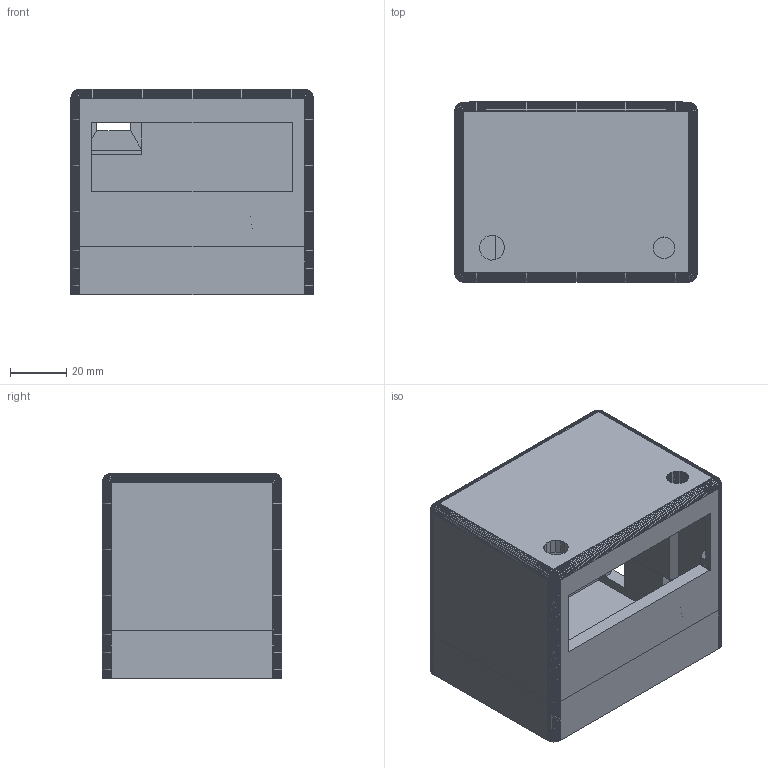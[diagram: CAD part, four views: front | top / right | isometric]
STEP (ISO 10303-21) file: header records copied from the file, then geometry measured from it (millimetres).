
FILE_DESCRIPTION(('STEP AP203'), '1');
FILE_NAME('栖闉罻_瀔鳺擨鴀_1', '', ('UNSPECIFIED'), ('UNSPECIFIED'), 'C3D Converter', 'C3D Toolkit', '');
FILE_SCHEMA(('CONFIG_CONTROL_DESIGN'));
Length unit declared in the file: millimetre
Assembly tree (3 placements, depth 2):
  (unnamed)
    (unnamed)
    (unnamed)
    (unnamed)
Bounding box: 86.03 x 63.82 x 72.88 mm (x, y, z)
Volume: 19062.7 mm3; surface area: 62110.6 mm2
Topology: 2 solids, 63 shells, 2128 faces, 4599 edges, 2453 vertices
Faces by surface type: plane 2110, cylinder 18
Entity records: 71062 total; most frequent: CARTESIAN_POINT 9861, DIRECTION 8778, ORIENTED_EDGE 8546, EDGE_CURVE 4601, LINE 4496, VECTOR 4496, VERTEX_POINT 2465, FACE_BOUND 2154
